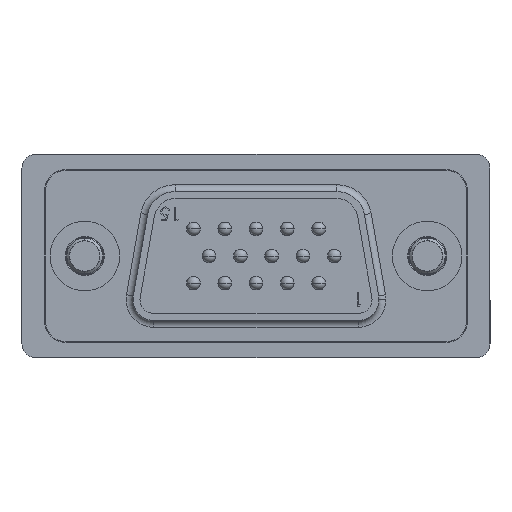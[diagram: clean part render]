
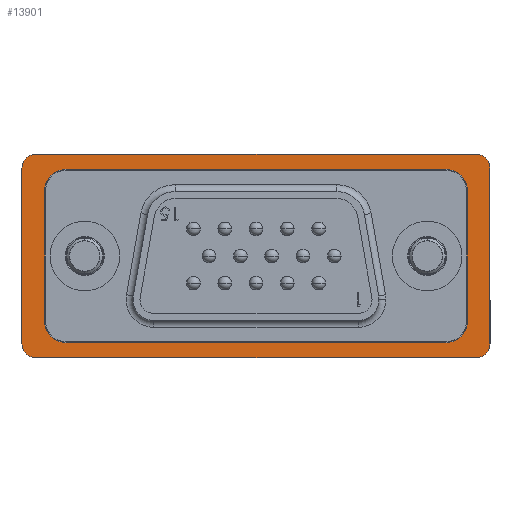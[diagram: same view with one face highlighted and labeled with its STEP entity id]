
A CAD part, front view. The second image highlights one B-rep face of the part: STEP entity #13901.
In plain terms, the highlighted face is planar.
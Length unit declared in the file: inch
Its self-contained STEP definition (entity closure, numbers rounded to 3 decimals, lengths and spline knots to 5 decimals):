
#525 = CARTESIAN_POINT ( 'NONE',  ( 0.6331, -0.292, 0.322 ) ) ;
#737 = CARTESIAN_POINT ( 'NONE',  ( -0.6331, -0.292, 0.322 ) ) ;
#738 = DIRECTION ( 'NONE',  ( 1., 0., 0. ) ) ;
#739 = VECTOR ( 'NONE', #738, 39.37008 ) ;
#740 = CARTESIAN_POINT ( 'NONE',  ( -0.6725, -0.292, 0.322 ) ) ;
#741 = LINE ( 'NONE', #740, #739 ) ;
#5417 = VERTEX_POINT ( 'NONE', #525 ) ;
#5471 = EDGE_CURVE ( 'NONE', #5472, #5417, #741, .T. ) ;
#5472 = VERTEX_POINT ( 'NONE', #737 ) ;
#13796 = VERTEX_POINT ( 'NONE', #22403 ) ;
#13797 = ORIENTED_EDGE ( 'NONE', *, *, #13798, .F. ) ;
#13798 = EDGE_CURVE ( 'NONE', #13900, #13869, #22402, .T. ) ;
#13799 = ORIENTED_EDGE ( 'NONE', *, *, #13800, .F. ) ;
#13800 = EDGE_CURVE ( 'NONE', #13869, #13796, #22462, .T. ) ;
#13808 = EDGE_LOOP ( 'NONE', ( #13799, #13797, #13810, #13813, #13816, #13819, #13853, #13856 ) ) ;
#13810 = ORIENTED_EDGE ( 'NONE', *, *, #13811, .F. ) ;
#13811 = EDGE_CURVE ( 'NONE', #13812, #13900, #22444, .T. ) ;
#13812 = VERTEX_POINT ( 'NONE', #22440 ) ;
#13813 = ORIENTED_EDGE ( 'NONE', *, *, #13814, .F. ) ;
#13814 = EDGE_CURVE ( 'NONE', #13815, #13812, #22439, .T. ) ;
#13815 = VERTEX_POINT ( 'NONE', #22434 ) ;
#13816 = ORIENTED_EDGE ( 'NONE', *, *, #13817, .F. ) ;
#13817 = EDGE_CURVE ( 'NONE', #13818, #13815, #22497, .T. ) ;
#13818 = VERTEX_POINT ( 'NONE', #22493 ) ;
#13819 = ORIENTED_EDGE ( 'NONE', *, *, #13820, .F. ) ;
#13820 = EDGE_CURVE ( 'NONE', #13821, #13818, #22492, .T. ) ;
#13821 = VERTEX_POINT ( 'NONE', #22487 ) ;
#13832 = ORIENTED_EDGE ( 'NONE', *, *, #14106, .T. ) ;
#13833 = ORIENTED_EDGE ( 'NONE', *, *, #13834, .T. ) ;
#13834 = EDGE_CURVE ( 'NONE', #14104, #5472, #22467, .T. ) ;
#13846 = ORIENTED_EDGE ( 'NONE', *, *, #13847, .T. ) ;
#13847 = EDGE_CURVE ( 'NONE', #13992, #13874, #22505, .T. ) ;
#13848 = ORIENTED_EDGE ( 'NONE', *, *, #13849, .F. ) ;
#13849 = EDGE_CURVE ( 'NONE', #13850, #13874, #22500, .T. ) ;
#13850 = VERTEX_POINT ( 'NONE', #22559 ) ;
#13851 = ORIENTED_EDGE ( 'NONE', *, *, #13852, .T. ) ;
#13852 = EDGE_CURVE ( 'NONE', #13850, #14107, #22558, .T. ) ;
#13853 = ORIENTED_EDGE ( 'NONE', *, *, #13854, .F. ) ;
#13854 = EDGE_CURVE ( 'NONE', #13855, #13821, #22553, .T. ) ;
#13855 = VERTEX_POINT ( 'NONE', #22549 ) ;
#13856 = ORIENTED_EDGE ( 'NONE', *, *, #13857, .F. ) ;
#13857 = EDGE_CURVE ( 'NONE', #13796, #13855, #22548, .T. ) ;
#13858 = EDGE_LOOP ( 'NONE', ( #13870, #13871, #13873, #13846, #13848, #13851, #13832, #13833 ) ) ;
#13869 = VERTEX_POINT ( 'NONE', #22532 ) ;
#13870 = ORIENTED_EDGE ( 'NONE', *, *, #5471, .T. ) ;
#13871 = ORIENTED_EDGE ( 'NONE', *, *, #13872, .T. ) ;
#13872 = EDGE_CURVE ( 'NONE', #5417, #13993, #22593, .T. ) ;
#13873 = ORIENTED_EDGE ( 'NONE', *, *, #13991, .F. ) ;
#13874 = VERTEX_POINT ( 'NONE', #22588 ) ;
#13900 = VERTEX_POINT ( 'NONE', #22619 ) ;
#13901 = ADVANCED_FACE ( 'NONE', ( #22618, #22617 ), #22616, .F. ) ;
#13991 = EDGE_CURVE ( 'NONE', #13992, #13993, #22731, .T. ) ;
#13992 = VERTEX_POINT ( 'NONE', #22727 ) ;
#13993 = VERTEX_POINT ( 'NONE', #22726 ) ;
#14104 = VERTEX_POINT ( 'NONE', #22972 ) ;
#14106 = EDGE_CURVE ( 'NONE', #14107, #14104, #22971, .T. ) ;
#14107 = VERTEX_POINT ( 'NONE', #22967 ) ;
#22402 = CIRCLE ( 'NONE', #22466, 0.062 ) ;
#22403 = CARTESIAN_POINT ( 'NONE',  ( 0.6075, 0.187, 0.322 ) ) ;
#22434 = CARTESIAN_POINT ( 'NONE',  ( -0.6075, -0.187, 0.322 ) ) ;
#22435 = DIRECTION ( 'NONE',  ( 1., 0., 0. ) ) ;
#22436 = DIRECTION ( 'NONE',  ( 0., 0., 1. ) ) ;
#22437 = CARTESIAN_POINT ( 'NONE',  ( -0.5455, -0.187, 0.322 ) ) ;
#22438 = AXIS2_PLACEMENT_3D ( 'NONE', #22437, #22436, #22435 ) ;
#22439 = CIRCLE ( 'NONE', #22438, 0.062 ) ;
#22440 = CARTESIAN_POINT ( 'NONE',  ( -0.5455, -0.249, 0.322 ) ) ;
#22441 = DIRECTION ( 'NONE',  ( 1., 0., 0. ) ) ;
#22442 = VECTOR ( 'NONE', #22441, 39.37008 ) ;
#22443 = CARTESIAN_POINT ( 'NONE',  ( 0.5455, -0.249, 0.322 ) ) ;
#22444 = LINE ( 'NONE', #22443, #22442 ) ;
#22459 = DIRECTION ( 'NONE',  ( 0., 1., 0. ) ) ;
#22460 = VECTOR ( 'NONE', #22459, 39.37008 ) ;
#22461 = CARTESIAN_POINT ( 'NONE',  ( 0.6075, -0.187, 0.322 ) ) ;
#22462 = LINE ( 'NONE', #22461, #22460 ) ;
#22463 = DIRECTION ( 'NONE',  ( -1., 0., 0. ) ) ;
#22464 = DIRECTION ( 'NONE',  ( 0., 0., 1. ) ) ;
#22465 = CARTESIAN_POINT ( 'NONE',  ( 0.5455, -0.187, 0.322 ) ) ;
#22466 = AXIS2_PLACEMENT_3D ( 'NONE', #22465, #22464, #22463 ) ;
#22467 = CIRCLE ( 'NONE', #22531, 0.0394 ) ;
#22487 = CARTESIAN_POINT ( 'NONE',  ( -0.5455, 0.249, 0.322 ) ) ;
#22488 = DIRECTION ( 'NONE',  ( -1., 0., 0. ) ) ;
#22489 = DIRECTION ( 'NONE',  ( 0., 0., 1. ) ) ;
#22490 = CARTESIAN_POINT ( 'NONE',  ( -0.5455, 0.187, 0.322 ) ) ;
#22491 = AXIS2_PLACEMENT_3D ( 'NONE', #22490, #22489, #22488 ) ;
#22492 = CIRCLE ( 'NONE', #22491, 0.062 ) ;
#22493 = CARTESIAN_POINT ( 'NONE',  ( -0.6075, 0.187, 0.322 ) ) ;
#22494 = DIRECTION ( 'NONE',  ( 0., -1., 0. ) ) ;
#22495 = VECTOR ( 'NONE', #22494, 39.37008 ) ;
#22496 = CARTESIAN_POINT ( 'NONE',  ( -0.6075, -0.187, 0.322 ) ) ;
#22497 = LINE ( 'NONE', #22496, #22495 ) ;
#22498 = VECTOR ( 'NONE', #22560, 39.37008 ) ;
#22499 = CARTESIAN_POINT ( 'NONE',  ( -0.6725, 0.292, 0.322 ) ) ;
#22500 = LINE ( 'NONE', #22499, #22498 ) ;
#22501 = DIRECTION ( 'NONE',  ( -1., 0., 0. ) ) ;
#22502 = DIRECTION ( 'NONE',  ( 0., 0., 1. ) ) ;
#22503 = CARTESIAN_POINT ( 'NONE',  ( 0.6331, 0.2526, 0.322 ) ) ;
#22504 = AXIS2_PLACEMENT_3D ( 'NONE', #22503, #22502, #22501 ) ;
#22505 = CIRCLE ( 'NONE', #22504, 0.0394 ) ;
#22528 = DIRECTION ( 'NONE',  ( -1., 0., 0. ) ) ;
#22529 = DIRECTION ( 'NONE',  ( 0., 0., 1. ) ) ;
#22530 = CARTESIAN_POINT ( 'NONE',  ( -0.6331, -0.2526, 0.322 ) ) ;
#22531 = AXIS2_PLACEMENT_3D ( 'NONE', #22530, #22529, #22528 ) ;
#22532 = CARTESIAN_POINT ( 'NONE',  ( 0.6075, -0.187, 0.322 ) ) ;
#22544 = DIRECTION ( 'NONE',  ( -1., 0., 0. ) ) ;
#22545 = DIRECTION ( 'NONE',  ( 0., 0., 1. ) ) ;
#22546 = CARTESIAN_POINT ( 'NONE',  ( 0.5455, 0.187, 0.322 ) ) ;
#22547 = AXIS2_PLACEMENT_3D ( 'NONE', #22546, #22545, #22544 ) ;
#22548 = CIRCLE ( 'NONE', #22547, 0.062 ) ;
#22549 = CARTESIAN_POINT ( 'NONE',  ( 0.5455, 0.249, 0.322 ) ) ;
#22550 = DIRECTION ( 'NONE',  ( -1., 0., 0. ) ) ;
#22551 = VECTOR ( 'NONE', #22550, 39.37008 ) ;
#22552 = CARTESIAN_POINT ( 'NONE',  ( 0.5455, 0.249, 0.322 ) ) ;
#22553 = LINE ( 'NONE', #22552, #22551 ) ;
#22554 = DIRECTION ( 'NONE',  ( -1., 0., 0. ) ) ;
#22555 = DIRECTION ( 'NONE',  ( 0., 0., 1. ) ) ;
#22556 = CARTESIAN_POINT ( 'NONE',  ( -0.6331, 0.2526, 0.322 ) ) ;
#22557 = AXIS2_PLACEMENT_3D ( 'NONE', #22556, #22555, #22554 ) ;
#22558 = CIRCLE ( 'NONE', #22557, 0.0394 ) ;
#22559 = CARTESIAN_POINT ( 'NONE',  ( -0.6331, 0.292, 0.322 ) ) ;
#22560 = DIRECTION ( 'NONE',  ( 1., 0., 0. ) ) ;
#22588 = CARTESIAN_POINT ( 'NONE',  ( 0.6331, 0.292, 0.322 ) ) ;
#22589 = DIRECTION ( 'NONE',  ( -1., 0., 0. ) ) ;
#22590 = DIRECTION ( 'NONE',  ( 0., 0., 1. ) ) ;
#22591 = CARTESIAN_POINT ( 'NONE',  ( 0.6331, -0.2526, 0.322 ) ) ;
#22592 = AXIS2_PLACEMENT_3D ( 'NONE', #22591, #22590, #22589 ) ;
#22593 = CIRCLE ( 'NONE', #22592, 0.0394 ) ;
#22612 = DIRECTION ( 'NONE',  ( -1., 0., 0. ) ) ;
#22613 = DIRECTION ( 'NONE',  ( 0., 0., -1. ) ) ;
#22614 = CARTESIAN_POINT ( 'NONE',  ( -0.6725, 0.292, 0.322 ) ) ;
#22615 = AXIS2_PLACEMENT_3D ( 'NONE', #22614, #22613, #22612 ) ;
#22616 = PLANE ( 'NONE',  #22615 ) ;
#22617 = FACE_OUTER_BOUND ( 'NONE', #13858, .T. ) ;
#22618 = FACE_BOUND ( 'NONE', #13808, .T. ) ;
#22619 = CARTESIAN_POINT ( 'NONE',  ( 0.5455, -0.249, 0.322 ) ) ;
#22726 = CARTESIAN_POINT ( 'NONE',  ( 0.6725, -0.2526, 0.322 ) ) ;
#22727 = CARTESIAN_POINT ( 'NONE',  ( 0.6725, 0.2526, 0.322 ) ) ;
#22728 = DIRECTION ( 'NONE',  ( 0., -1., 0. ) ) ;
#22729 = VECTOR ( 'NONE', #22728, 39.37008 ) ;
#22730 = CARTESIAN_POINT ( 'NONE',  ( 0.6725, 0.292, 0.322 ) ) ;
#22731 = LINE ( 'NONE', #22730, #22729 ) ;
#22967 = CARTESIAN_POINT ( 'NONE',  ( -0.6725, 0.2526, 0.322 ) ) ;
#22968 = DIRECTION ( 'NONE',  ( 0., -1., 0. ) ) ;
#22969 = VECTOR ( 'NONE', #22968, 39.37008 ) ;
#22970 = CARTESIAN_POINT ( 'NONE',  ( -0.6725, 0.292, 0.322 ) ) ;
#22971 = LINE ( 'NONE', #22970, #22969 ) ;
#22972 = CARTESIAN_POINT ( 'NONE',  ( -0.6725, -0.2526, 0.322 ) ) ;
